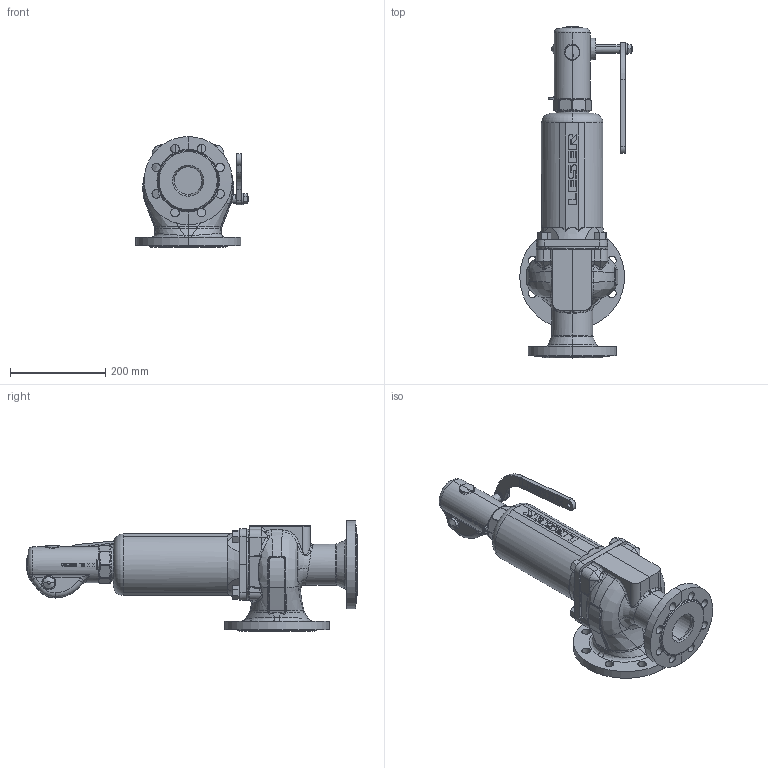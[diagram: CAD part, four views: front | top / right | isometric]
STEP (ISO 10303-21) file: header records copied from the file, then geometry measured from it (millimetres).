
FILE_DESCRIPTION((''),'2;1');
FILE_NAME('441-DN65-H4-PN40PN16_ASM','2019-12-09T',('aleksandrowicz'),(''),'PRO/ENGINEER BY PARAMETRIC TECHNOLOGY CORPORATION, 2014430','PRO/ENGINEER BY PARAMETRIC TECHNOLOGY CORPORATION, 2014430','');
FILE_SCHEMA(('CONFIG_CONTROL_DESIGN'));
Products named in the file (18): 109-1509-09-B01-PN40-PN16; 141-3109-04-B01; M16_DIN934; 10000076842_P3D_000; 10000067960_P3D_000; 10000040486_P3D_000; 10000091322_P3D_000_AF1; 10000053025_P3D_000; 10000054950_P3D_000; 10000040111_P3D_000; 10000094994_P3D_000; 10000045986_P3D_000; 10000083910_P3D_000_AF0; 10000040765_P3D_000; 10000040864_P3D_000; 10000094995_P3D_000; 150-2509-03-B01_ASM; 441-DN65-H4-PN40PN16_ASM
Assembly tree (20 placements, depth 3):
  441-DN65-H4-PN40PN16_ASM
    109-1509-09-B01-PN40-PN16
    141-3109-04-B01
    M16_DIN934  x4
    150-2509-03-B01_ASM
      10000076842_P3D_000
      10000067960_P3D_000
      10000040486_P3D_000
      10000091322_P3D_000_AF1
      10000053025_P3D_000
      10000054950_P3D_000
      10000040111_P3D_000
      10000094994_P3D_000
      10000045986_P3D_000
      10000083910_P3D_000_AF0
      10000040765_P3D_000
      10000040864_P3D_000
      10000094995_P3D_000
Bounding box: 236 x 696.4 x 232.5 mm (x, y, z)
Volume: 6732262.2 mm3; surface area: 697795.2 mm2
Topology: 19 solids, 19 shells, 3015 faces, 8075 edges, 5186 vertices
Faces by surface type: plane 2044, cylinder 384, bspline 334, cone 172, torus 54, sphere 21, revolution 4, extrusion 2
Entity records: 111698 total; most frequent: CARTESIAN_POINT 42368, ORIENTED_EDGE 15722, DIRECTION 12264, EDGE_CURVE 7861, VERTEX_POINT 5066, VECTOR 4598, LINE 4596, AXIS2_PLACEMENT_3D 3831
